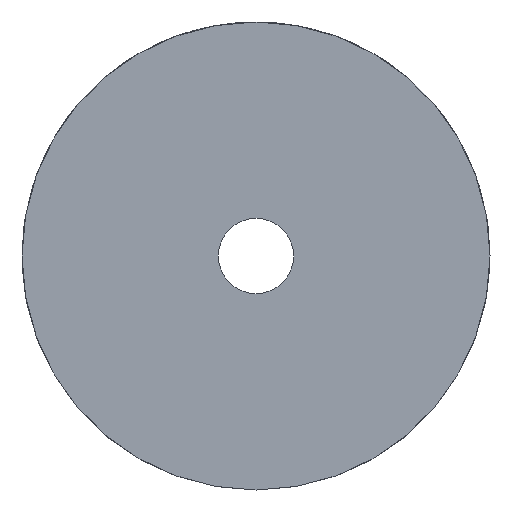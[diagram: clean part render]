
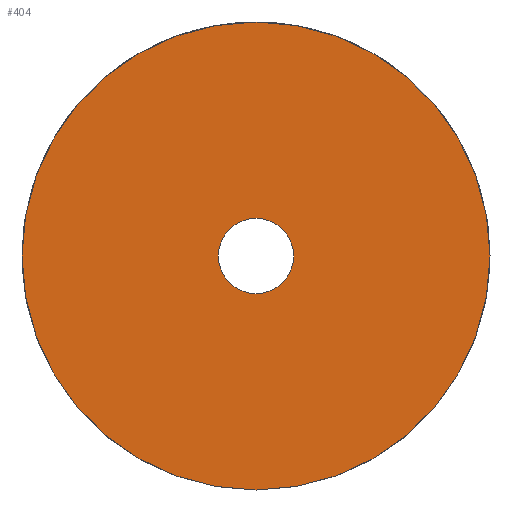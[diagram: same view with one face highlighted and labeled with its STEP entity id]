
A CAD part, left-side view. The second image highlights one B-rep face of the part: STEP entity #404.
In plain terms, the highlighted planar face has unit normal (-1, 0, 0).
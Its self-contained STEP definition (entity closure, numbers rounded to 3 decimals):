
#404 = ADVANCED_FACE( '', ( #827, #828 ), #829, .F. );
#827 = FACE_OUTER_BOUND( '', #1258, .T. );
#828 = FACE_BOUND( '', #1259, .T. );
#829 = PLANE( '', #1260 );
#1258 = EDGE_LOOP( '', ( #2279 ) );
#1259 = EDGE_LOOP( '', ( #2280 ) );
#1260 = AXIS2_PLACEMENT_3D( '', #2281, #2282, #2283 );
#2279 = ORIENTED_EDGE( '', *, *, #2609, .F. );
#2280 = ORIENTED_EDGE( '', *, *, #2517, .T. );
#2281 = CARTESIAN_POINT( '', ( 0., 0., 0. ) );
#2282 = DIRECTION( '', ( 1., 0., 0. ) );
#2283 = DIRECTION( '', ( 0., 0., -1. ) );
#2517 = EDGE_CURVE( '', #3012, #3012, #3013, .T. );
#2609 = EDGE_CURVE( '', #3129, #3129, #3130, .T. );
#3012 = VERTEX_POINT( '', #3560 );
#3013 = CIRCLE( '', #3561, 7. );
#3129 = VERTEX_POINT( '', #3701 );
#3130 = CIRCLE( '', #3702, 43.5 );
#3560 = CARTESIAN_POINT( '', ( 0., 0., -7. ) );
#3561 = AXIS2_PLACEMENT_3D( '', #4235, #4236, #4237 );
#3701 = CARTESIAN_POINT( '', ( 0., 0., -43.5 ) );
#3702 = AXIS2_PLACEMENT_3D( '', #4373, #4374, #4375 );
#4235 = CARTESIAN_POINT( '', ( 0., 0., 0. ) );
#4236 = DIRECTION( '', ( 1., 0., 0. ) );
#4237 = DIRECTION( '', ( 0., 0., -1. ) );
#4373 = CARTESIAN_POINT( '', ( 0., 0., 0. ) );
#4374 = DIRECTION( '', ( 1., 0., 0. ) );
#4375 = DIRECTION( '', ( 0., 0., -1. ) );
